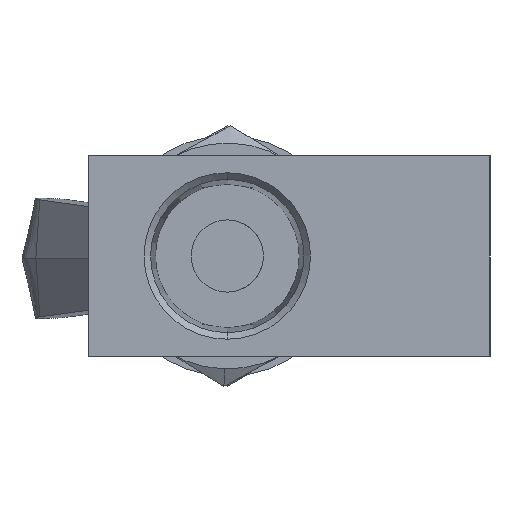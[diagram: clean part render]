
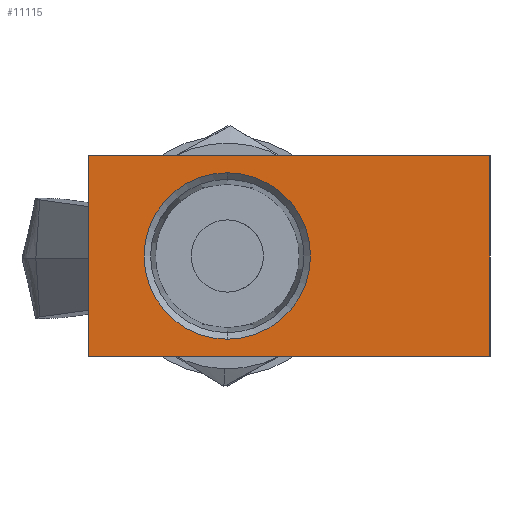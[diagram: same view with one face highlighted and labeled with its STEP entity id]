
A CAD part, left-side view. The second image highlights one B-rep face of the part: STEP entity #11115.
In plain terms, the highlighted planar face has unit normal (-1, 0, 0).
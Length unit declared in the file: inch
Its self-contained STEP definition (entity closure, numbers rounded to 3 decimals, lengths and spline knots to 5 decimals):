
#865 = VERTEX_POINT ( 'NONE', #6125 ) ;
#888 = DIRECTION ( 'NONE',  ( -1., 0., 0. ) ) ;
#958 = AXIS2_PLACEMENT_3D ( 'NONE', #8381, #2687, #11947 ) ;
#1046 = ORIENTED_EDGE ( 'NONE', *, *, #11724, .F. ) ;
#1214 = EDGE_CURVE ( 'NONE', #5057, #1559, #7896, .T. ) ;
#1380 = ORIENTED_EDGE ( 'NONE', *, *, #1214, .F. ) ;
#1559 = VERTEX_POINT ( 'NONE', #2542 ) ;
#1820 = DIRECTION ( 'NONE',  ( 0., 0., 1. ) ) ;
#1947 = CARTESIAN_POINT ( 'NONE',  ( -1.125, 0.5, 0.25 ) ) ;
#2043 = ORIENTED_EDGE ( 'NONE', *, *, #8865, .F. ) ;
#2204 = VERTEX_POINT ( 'NONE', #4611 ) ;
#2275 = FACE_BOUND ( 'NONE', #9395, .T. ) ;
#2542 = CARTESIAN_POINT ( 'NONE',  ( -1.125, -0.5, 0.25 ) ) ;
#2687 = DIRECTION ( 'NONE',  ( -1., 0., 0. ) ) ;
#2830 = DIRECTION ( 'NONE',  ( 0., 0., -1. ) ) ;
#2898 = FACE_OUTER_BOUND ( 'NONE', #5451, .T. ) ;
#3155 = CARTESIAN_POINT ( 'NONE',  ( -1.125, 0.155, 0. ) ) ;
#3183 = CARTESIAN_POINT ( 'NONE',  ( -1.125, -0.5, -0.25 ) ) ;
#3426 = EDGE_CURVE ( 'NONE', #865, #5488, #3522, .T. ) ;
#3522 = CIRCLE ( 'NONE', #7268, 0.2075 ) ;
#4609 = CARTESIAN_POINT ( 'NONE',  ( -1.125, 0.5, 0.25 ) ) ;
#4611 = CARTESIAN_POINT ( 'NONE',  ( -1.125, -0.5, -0.25 ) ) ;
#4783 = LINE ( 'NONE', #1947, #6555 ) ;
#4816 = DIRECTION ( 'NONE',  ( 0., 0., 1. ) ) ;
#5033 = ORIENTED_EDGE ( 'NONE', *, *, #7297, .F. ) ;
#5057 = VERTEX_POINT ( 'NONE', #4609 ) ;
#5391 = VECTOR ( 'NONE', #6422, 39.37008 ) ;
#5451 = EDGE_LOOP ( 'NONE', ( #1380, #5033, #11256, #2043 ) ) ;
#5488 = VERTEX_POINT ( 'NONE', #8921 ) ;
#5585 = PLANE ( 'NONE',  #11735 ) ;
#5978 = DIRECTION ( 'NONE',  ( -1., 0., 0. ) ) ;
#6125 = CARTESIAN_POINT ( 'NONE',  ( -1.125, 0.155, 0.2075 ) ) ;
#6422 = DIRECTION ( 'NONE',  ( 0., -1., 0. ) ) ;
#6481 = CARTESIAN_POINT ( 'NONE',  ( -1.125, -0.5, 0.25 ) ) ;
#6555 = VECTOR ( 'NONE', #4816, 39.37008 ) ;
#6676 = VECTOR ( 'NONE', #2830, 39.37008 ) ;
#6918 = DIRECTION ( 'NONE',  ( 0., 0., 1. ) ) ;
#7000 = VECTOR ( 'NONE', #11582, 39.37008 ) ;
#7268 = AXIS2_PLACEMENT_3D ( 'NONE', #3155, #5978, #6918 ) ;
#7297 = EDGE_CURVE ( 'NONE', #11858, #5057, #4783, .T. ) ;
#7412 = EDGE_CURVE ( 'NONE', #2204, #11858, #9475, .T. ) ;
#7570 = CARTESIAN_POINT ( 'NONE',  ( -1.125, 0.5, -0.25 ) ) ;
#7845 = LINE ( 'NONE', #6481, #6676 ) ;
#7896 = LINE ( 'NONE', #10180, #5391 ) ;
#8286 = CARTESIAN_POINT ( 'NONE',  ( -1.125, 0.5, 0.25 ) ) ;
#8381 = CARTESIAN_POINT ( 'NONE',  ( -1.125, 0.155, 0. ) ) ;
#8865 = EDGE_CURVE ( 'NONE', #1559, #2204, #7845, .T. ) ;
#8921 = CARTESIAN_POINT ( 'NONE',  ( -1.125, 0.155, -0.2075 ) ) ;
#9395 = EDGE_LOOP ( 'NONE', ( #10808, #1046 ) ) ;
#9475 = LINE ( 'NONE', #3183, #7000 ) ;
#10180 = CARTESIAN_POINT ( 'NONE',  ( -1.125, -0.5, 0.25 ) ) ;
#10808 = ORIENTED_EDGE ( 'NONE', *, *, #3426, .F. ) ;
#11115 = ADVANCED_FACE ( 'NONE', ( #2275, #2898 ), #5585, .T. ) ;
#11256 = ORIENTED_EDGE ( 'NONE', *, *, #7412, .F. ) ;
#11582 = DIRECTION ( 'NONE',  ( 0., 1., 0. ) ) ;
#11724 = EDGE_CURVE ( 'NONE', #5488, #865, #11752, .T. ) ;
#11735 = AXIS2_PLACEMENT_3D ( 'NONE', #8286, #888, #1820 ) ;
#11752 = CIRCLE ( 'NONE', #958, 0.2075 ) ;
#11858 = VERTEX_POINT ( 'NONE', #7570 ) ;
#11947 = DIRECTION ( 'NONE',  ( 0., 0., 1. ) ) ;
